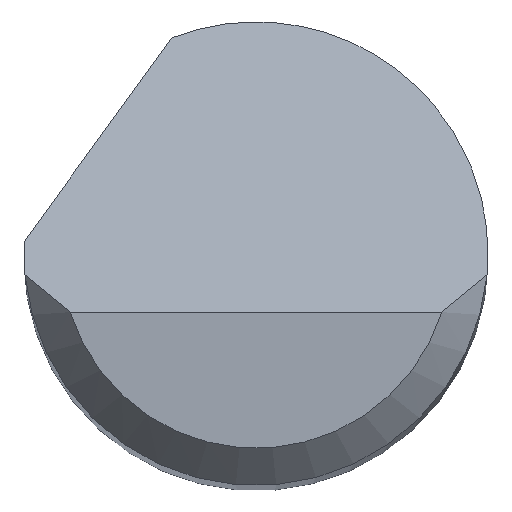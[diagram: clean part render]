
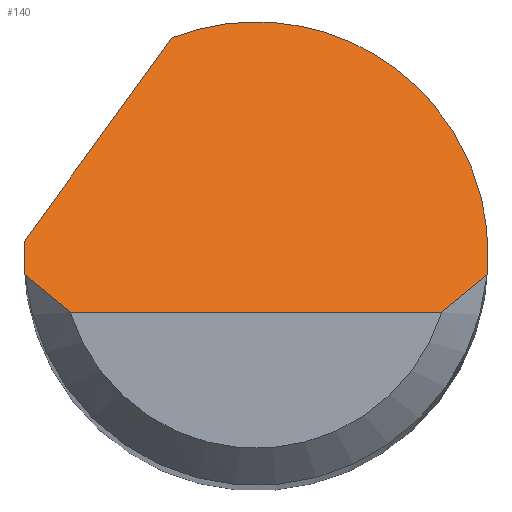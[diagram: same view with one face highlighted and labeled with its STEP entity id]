
A CAD part, top view. The second image highlights one B-rep face of the part: STEP entity #140.
In plain terms, the highlighted planar face has unit normal (0, 0.707, 0.707).
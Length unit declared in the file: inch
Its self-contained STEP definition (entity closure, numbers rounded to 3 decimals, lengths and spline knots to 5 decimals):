
#3 = CARTESIAN_POINT ( 'NONE',  ( 0.09334, -0.00875, 1.485 ) ) ;
#10 = CARTESIAN_POINT ( 'NONE',  ( -0.09362, 0.005, 1.47125 ) ) ;
#11 = CARTESIAN_POINT ( 'NONE',  ( -0.09361, -0.00584, 1.48209 ) ) ;
#14 = EDGE_CURVE ( 'NONE', #565, #194, #102, .T. ) ;
#16 = AXIS2_PLACEMENT_3D ( 'NONE', #144, #679, #269 ) ;
#36 = CARTESIAN_POINT ( 'NONE',  ( 0.09375, 0., 1.47625 ) ) ;
#46 =( BOUNDED_CURVE ( )  B_SPLINE_CURVE ( 3, ( #36, #329, #637, #90 ),
 .UNSPECIFIED., .F., .F. ) 
 B_SPLINE_CURVE_WITH_KNOTS ( ( 4, 4 ),
 ( 1.5708, 1.66427 ),
 .UNSPECIFIED. ) 
 CURVE ( )  GEOMETRIC_REPRESENTATION_ITEM ( )  RATIONAL_B_SPLINE_CURVE ( ( 1., 0.999, 0.999, 1. ) ) 
 REPRESENTATION_ITEM ( '' )  );
#50 =( BOUNDED_CURVE ( )  B_SPLINE_CURVE ( 3, ( #421, #647, #69, #380 ),
 .UNSPECIFIED., .F., .F. ) 
 B_SPLINE_CURVE_WITH_KNOTS ( ( 4, 4 ),
 ( 5.91277, 7.85398 ),
 .UNSPECIFIED. ) 
 CURVE ( )  GEOMETRIC_REPRESENTATION_ITEM ( )  RATIONAL_B_SPLINE_CURVE ( ( 1., 0.71, 0.71, 1. ) ) 
 REPRESENTATION_ITEM ( '' )  );
#56 = CARTESIAN_POINT ( 'NONE',  ( -0.09371, 0.00333, 1.47292 ) ) ;
#59 = EDGE_CURVE ( 'NONE', #663, #369, #324, .T. ) ;
#69 = CARTESIAN_POINT ( 'NONE',  ( 0.09375, 0.07266, 1.40359 ) ) ;
#90 = CARTESIAN_POINT ( 'NONE',  ( 0.09334, -0.00875, 1.485 ) ) ;
#102 =( BOUNDED_CURVE ( )  B_SPLINE_CURVE ( 3, ( #372, #11, #487, #676 ),
 .UNSPECIFIED., .F., .F. ) 
 B_SPLINE_CURVE_WITH_KNOTS ( ( 4, 4 ),
 ( 4.61892, 4.71239 ),
 .UNSPECIFIED. ) 
 CURVE ( )  GEOMETRIC_REPRESENTATION_ITEM ( )  RATIONAL_B_SPLINE_CURVE ( ( 1., 0.999, 0.999, 1. ) ) 
 REPRESENTATION_ITEM ( '' )  );
#109 = ORIENTED_EDGE ( 'NONE', *, *, #14, .F. ) ;
#128 = VECTOR ( 'NONE', #414, 39.37008 ) ;
#131 = CARTESIAN_POINT ( 'NONE',  ( 0.08157, -0.019, 1.49525 ) ) ;
#140 = ADVANCED_FACE ( 'NONE', ( #759 ), #692, .F. ) ;
#141 = ORIENTED_EDGE ( 'NONE', *, *, #745, .F. ) ;
#144 = CARTESIAN_POINT ( 'NONE',  ( -0.09375, -0.02375, 1.5 ) ) ;
#166 = EDGE_CURVE ( 'NONE', #403, #369, #46, .T. ) ;
#194 = VERTEX_POINT ( 'NONE', #623 ) ;
#204 = CARTESIAN_POINT ( 'NONE',  ( -0.07508, -0.02375, 1.5 ) ) ;
#210 = LINE ( 'NONE', #755, #128 ) ;
#219 = VERTEX_POINT ( 'NONE', #570 ) ;
#233 = EDGE_CURVE ( 'NONE', #571, #663, #210, .T. ) ;
#257 = CARTESIAN_POINT ( 'NONE',  ( -0.09362, 0.005, 1.47125 ) ) ;
#263 = CARTESIAN_POINT ( 'NONE',  ( -0.09334, -0.00875, 1.485 ) ) ;
#269 = DIRECTION ( 'NONE',  ( 0., 0.707, -0.707 ) ) ;
#324 = B_SPLINE_CURVE_WITH_KNOTS ( 'NONE', 3,
 ( #666, #131, #552, #3 ),
 .UNSPECIFIED., .F., .F.,
 ( 4, 4 ),
 ( 0., 0.00071 ),
 .UNSPECIFIED. ) ;
#329 = CARTESIAN_POINT ( 'NONE',  ( 0.09375, -0.00292, 1.47917 ) ) ;
#340 = ORIENTED_EDGE ( 'NONE', *, *, #166, .F. ) ;
#352 = CARTESIAN_POINT ( 'NONE',  ( 0.07508, -0.02375, 1.5 ) ) ;
#369 = VERTEX_POINT ( 'NONE', #433 ) ;
#371 = CARTESIAN_POINT ( 'NONE',  ( -0.11014, -0.01781, 1.49406 ) ) ;
#372 = CARTESIAN_POINT ( 'NONE',  ( -0.09334, -0.00875, 1.485 ) ) ;
#373 = VERTEX_POINT ( 'NONE', #10 ) ;
#380 = CARTESIAN_POINT ( 'NONE',  ( 0.09375, 0., 1.47625 ) ) ;
#388 = ORIENTED_EDGE ( 'NONE', *, *, #59, .T. ) ;
#395 = ORIENTED_EDGE ( 'NONE', *, *, #233, .T. ) ;
#396 = EDGE_CURVE ( 'NONE', #373, #219, #730, .T. ) ;
#399 = EDGE_LOOP ( 'NONE', ( #395, #388, #340, #141, #747, #583, #109, #472 ) ) ;
#400 = EDGE_CURVE ( 'NONE', #194, #373, #488, .T. ) ;
#403 = VERTEX_POINT ( 'NONE', #442 ) ;
#414 = DIRECTION ( 'NONE',  ( 1., 0., 0. ) ) ;
#421 = CARTESIAN_POINT ( 'NONE',  ( -0.03394, 0.08739, 1.38886 ) ) ;
#433 = CARTESIAN_POINT ( 'NONE',  ( 0.09334, -0.00875, 1.485 ) ) ;
#442 = CARTESIAN_POINT ( 'NONE',  ( 0.09375, 0., 1.47625 ) ) ;
#445 = VECTOR ( 'NONE', #603, 39.37008 ) ;
#472 = ORIENTED_EDGE ( 'NONE', *, *, #662, .T. ) ;
#487 = CARTESIAN_POINT ( 'NONE',  ( -0.09375, -0.00292, 1.47917 ) ) ;
#488 =( BOUNDED_CURVE ( )  B_SPLINE_CURVE ( 3, ( #599, #734, #56, #257 ),
 .UNSPECIFIED., .F., .T. ) 
 B_SPLINE_CURVE_WITH_KNOTS ( ( 4, 4 ),
 ( 4.71239, 4.76575 ),
 .UNSPECIFIED. ) 
 CURVE ( )  GEOMETRIC_REPRESENTATION_ITEM ( )  RATIONAL_B_SPLINE_CURVE ( ( 1., 1., 1., 1. ) ) 
 REPRESENTATION_ITEM ( '' )  );
#552 = CARTESIAN_POINT ( 'NONE',  ( 0.08761, -0.01397, 1.49022 ) ) ;
#565 = VERTEX_POINT ( 'NONE', #263 ) ;
#570 = CARTESIAN_POINT ( 'NONE',  ( -0.03394, 0.08739, 1.38886 ) ) ;
#571 = VERTEX_POINT ( 'NONE', #204 ) ;
#581 = CARTESIAN_POINT ( 'NONE',  ( -0.07508, -0.02375, 1.5 ) ) ;
#583 = ORIENTED_EDGE ( 'NONE', *, *, #400, .F. ) ;
#585 = CARTESIAN_POINT ( 'NONE',  ( -0.08157, -0.019, 1.49525 ) ) ;
#599 = CARTESIAN_POINT ( 'NONE',  ( -0.09375, 0., 1.47625 ) ) ;
#603 = DIRECTION ( 'NONE',  ( 0.456, 0.629, -0.629 ) ) ;
#623 = CARTESIAN_POINT ( 'NONE',  ( -0.09375, 0., 1.47625 ) ) ;
#636 = CARTESIAN_POINT ( 'NONE',  ( -0.09334, -0.00875, 1.485 ) ) ;
#637 = CARTESIAN_POINT ( 'NONE',  ( 0.09361, -0.00584, 1.48209 ) ) ;
#647 = CARTESIAN_POINT ( 'NONE',  ( 0.03379, 0.11369, 1.36256 ) ) ;
#662 = EDGE_CURVE ( 'NONE', #565, #571, #761, .T. ) ;
#663 = VERTEX_POINT ( 'NONE', #352 ) ;
#666 = CARTESIAN_POINT ( 'NONE',  ( 0.07508, -0.02375, 1.5 ) ) ;
#676 = CARTESIAN_POINT ( 'NONE',  ( -0.09375, 0., 1.47625 ) ) ;
#679 = DIRECTION ( 'NONE',  ( 0., -0.707, -0.707 ) ) ;
#692 = PLANE ( 'NONE',  #16 ) ;
#702 = CARTESIAN_POINT ( 'NONE',  ( -0.08761, -0.01397, 1.49022 ) ) ;
#730 = LINE ( 'NONE', #371, #445 ) ;
#734 = CARTESIAN_POINT ( 'NONE',  ( -0.09375, 0.00167, 1.47458 ) ) ;
#745 = EDGE_CURVE ( 'NONE', #219, #403, #50, .T. ) ;
#747 = ORIENTED_EDGE ( 'NONE', *, *, #396, .F. ) ;
#755 = CARTESIAN_POINT ( 'NONE',  ( 0., -0.02375, 1.5 ) ) ;
#759 = FACE_OUTER_BOUND ( 'NONE', #399, .T. ) ;
#761 = B_SPLINE_CURVE_WITH_KNOTS ( 'NONE', 3,
 ( #636, #702, #585, #581 ),
 .UNSPECIFIED., .F., .F.,
 ( 4, 4 ),
 ( 0., 0.00071 ),
 .UNSPECIFIED. ) ;
